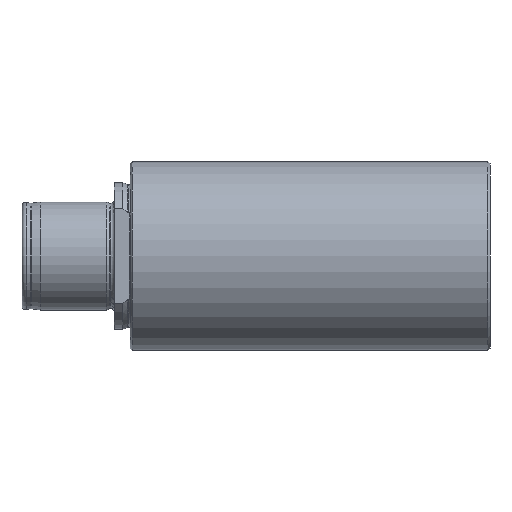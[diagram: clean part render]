
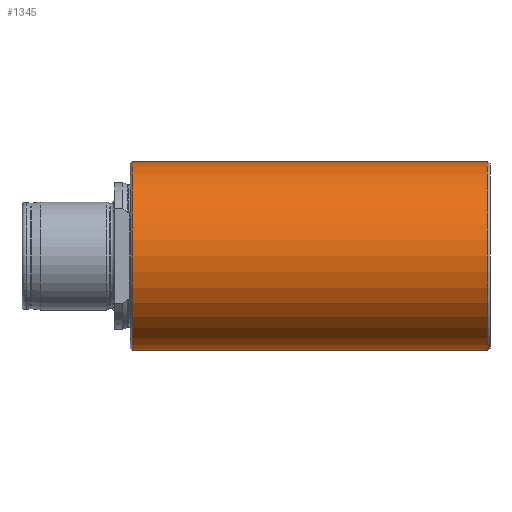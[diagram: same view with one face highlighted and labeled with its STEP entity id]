
A CAD part, front view. The second image highlights one B-rep face of the part: STEP entity #1345.
In plain terms, the highlighted cylindrical face has radius 21 mm (diameter 42 mm), a partial arc.
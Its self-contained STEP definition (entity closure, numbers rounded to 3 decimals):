
#540 = AXIS2_PLACEMENT_3D ( 'NONE', #2877, #2878, #2879 ) ;
#574 = AXIS2_PLACEMENT_3D ( 'NONE', #2874, #2875, #2876 ) ;
#897 = AXIS2_PLACEMENT_3D ( 'NONE', #3722, #3725, #3714 ) ;
#991 = FACE_OUTER_BOUND ( 'NONE', #3806, .T. ) ;
#994 = CYLINDRICAL_SURFACE ( 'NONE', #897, 21. ) ;
#1345 = ADVANCED_FACE ( 'NONE', ( #991 ), #994, .T. ) ;
#1683 = ORIENTED_EDGE ( 'NONE', *, *, #4020, .T. ) ;
#1684 = ORIENTED_EDGE ( 'NONE', *, *, #3185, .T. ) ;
#1685 = ORIENTED_EDGE ( 'NONE', *, *, #4021, .T. ) ;
#1686 = ORIENTED_EDGE ( 'NONE', *, *, #3184, .F. ) ;
#1840 = VERTEX_POINT ( 'NONE', #3446 ) ;
#1843 = VERTEX_POINT ( 'NONE', #3469 ) ;
#1846 = VERTEX_POINT ( 'NONE', #3466 ) ;
#1848 = VERTEX_POINT ( 'NONE', #3432 ) ;
#2810 = CARTESIAN_POINT ( 'NONE',  ( -7.756, 0., -21. ) ) ;
#2811 = DIRECTION ( 'NONE',  ( -1., 0., 0. ) ) ;
#2812 = CARTESIAN_POINT ( 'NONE',  ( -7.756, 0., 21. ) ) ;
#2814 = DIRECTION ( 'NONE',  ( -1., 0., 0. ) ) ;
#2874 = CARTESIAN_POINT ( 'NONE',  ( 24.5, 0., 0. ) ) ;
#2875 = DIRECTION ( 'NONE',  ( 1., 0., 0. ) ) ;
#2876 = DIRECTION ( 'NONE',  ( 0., 0., -1. ) ) ;
#2877 = CARTESIAN_POINT ( 'NONE',  ( 103.5, 0., 0. ) ) ;
#2878 = DIRECTION ( 'NONE',  ( -1., 0., 0. ) ) ;
#2879 = DIRECTION ( 'NONE',  ( 0., 0., 1. ) ) ;
#3184 = EDGE_CURVE ( 'NONE', #1848, #1840, #4179, .T. ) ;
#3185 = EDGE_CURVE ( 'NONE', #1846, #1843, #4182, .T. ) ;
#3432 = CARTESIAN_POINT ( 'NONE',  ( 103.5, 0., -21. ) ) ;
#3446 = CARTESIAN_POINT ( 'NONE',  ( 24.5, 0., -21. ) ) ;
#3466 = CARTESIAN_POINT ( 'NONE',  ( 103.5, 0., 21. ) ) ;
#3469 = CARTESIAN_POINT ( 'NONE',  ( 24.5, 0., 21. ) ) ;
#3714 = DIRECTION ( 'NONE',  ( 0., 0., 1. ) ) ;
#3722 = CARTESIAN_POINT ( 'NONE',  ( -7.756, 0., 0. ) ) ;
#3725 = DIRECTION ( 'NONE',  ( -1., 0., 0. ) ) ;
#3806 = EDGE_LOOP ( 'NONE', ( #1686, #1685, #1684, #1683 ) ) ;
#4020 = EDGE_CURVE ( 'NONE', #1843, #1840, #4153, .T. ) ;
#4021 = EDGE_CURVE ( 'NONE', #1848, #1846, #4152, .T. ) ;
#4152 = CIRCLE ( 'NONE', #540, 21. ) ;
#4153 = CIRCLE ( 'NONE', #574, 21. ) ;
#4175 = VECTOR ( 'NONE', #2814, 1000. ) ;
#4178 = VECTOR ( 'NONE', #2811, 1000. ) ;
#4179 = LINE ( 'NONE', #2810, #4178 ) ;
#4182 = LINE ( 'NONE', #2812, #4175 ) ;
